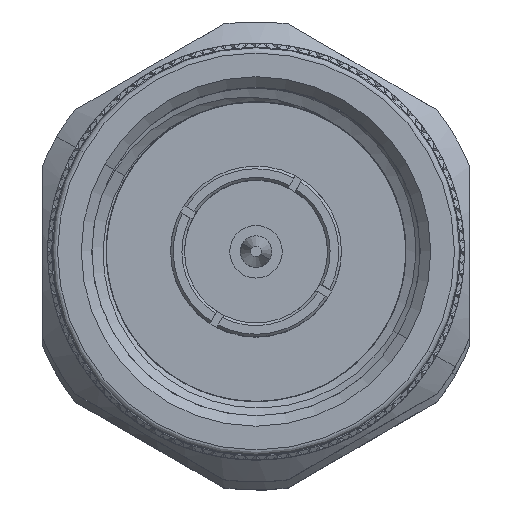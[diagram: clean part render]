
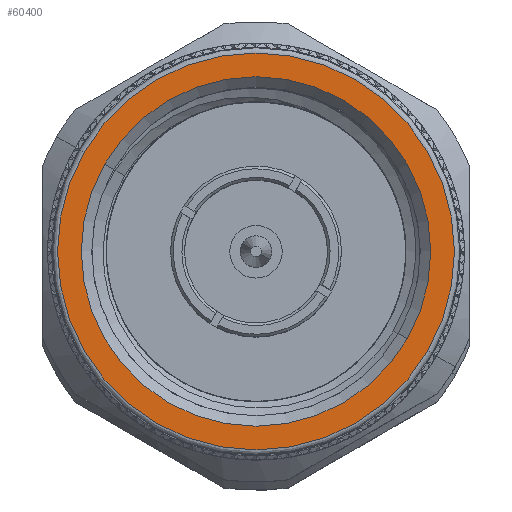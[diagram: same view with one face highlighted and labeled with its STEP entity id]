
A CAD part, top view. The second image highlights one B-rep face of the part: STEP entity #60400.
In plain terms, the highlighted face is planar.
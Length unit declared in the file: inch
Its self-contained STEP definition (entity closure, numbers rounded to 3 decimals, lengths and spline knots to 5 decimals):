
#949 = EDGE_CURVE ( 'NONE', #22564, #71940, #74885, .T. ) ;
#2057 = ORIENTED_EDGE ( 'NONE', *, *, #14481, .T. ) ;
#2885 = FACE_BOUND ( 'NONE', #10548, .T. ) ;
#9091 = DIRECTION ( 'NONE',  ( -1., 0., 0. ) ) ;
#9350 = ORIENTED_EDGE ( 'NONE', *, *, #25526, .T. ) ;
#10548 = EDGE_LOOP ( 'NONE', ( #9350, #2057 ) ) ;
#14481 = EDGE_CURVE ( 'NONE', #78125, #72373, #50590, .T. ) ;
#14545 = FACE_OUTER_BOUND ( 'NONE', #53758, .T. ) ;
#15469 = CARTESIAN_POINT ( 'NONE',  ( 0., 0., 0. ) ) ;
#17044 = CARTESIAN_POINT ( 'NONE',  ( 0., 0., 0.3776 ) ) ;
#17065 = AXIS2_PLACEMENT_3D ( 'NONE', #47211, #9091, #27593 ) ;
#21075 = DIRECTION ( 'NONE',  ( 1., 0., 0. ) ) ;
#22564 = VERTEX_POINT ( 'NONE', #46956 ) ;
#25526 = EDGE_CURVE ( 'NONE', #72373, #78125, #28827, .T. ) ;
#27593 = DIRECTION ( 'NONE',  ( 0., 0., -1. ) ) ;
#28827 = CIRCLE ( 'NONE', #44230, 0.3325 ) ;
#29469 = CARTESIAN_POINT ( 'NONE',  ( 0., 0., -0.3325 ) ) ;
#33047 = PLANE ( 'NONE',  #66815 ) ;
#34525 = DIRECTION ( 'NONE',  ( -1., 0., 0. ) ) ;
#36397 = ORIENTED_EDGE ( 'NONE', *, *, #949, .T. ) ;
#39852 = CARTESIAN_POINT ( 'NONE',  ( 0., 0., 0. ) ) ;
#40533 = CARTESIAN_POINT ( 'NONE',  ( 0., 0., 0. ) ) ;
#41192 = DIRECTION ( 'NONE',  ( 0., 0., -1. ) ) ;
#44230 = AXIS2_PLACEMENT_3D ( 'NONE', #52853, #71049, #41192 ) ;
#45851 = CIRCLE ( 'NONE', #56130, 0.3776 ) ;
#46956 = CARTESIAN_POINT ( 'NONE',  ( 0., 0., -0.3776 ) ) ;
#47211 = CARTESIAN_POINT ( 'NONE',  ( 0., 0., 0. ) ) ;
#50590 = CIRCLE ( 'NONE', #66107, 0.3325 ) ;
#52306 = DIRECTION ( 'NONE',  ( 1., 0., 0. ) ) ;
#52853 = CARTESIAN_POINT ( 'NONE',  ( 0., 0., 0. ) ) ;
#53758 = EDGE_LOOP ( 'NONE', ( #36397, #64757 ) ) ;
#56130 = AXIS2_PLACEMENT_3D ( 'NONE', #40533, #34525, #75599 ) ;
#57560 = DIRECTION ( 'NONE',  ( 0., 0., -1. ) ) ;
#60400 = ADVANCED_FACE ( 'NONE', ( #2885, #14545 ), #33047, .F. ) ;
#63442 = CARTESIAN_POINT ( 'NONE',  ( 0., 0., 0.3325 ) ) ;
#64757 = ORIENTED_EDGE ( 'NONE', *, *, #79500, .T. ) ;
#66107 = AXIS2_PLACEMENT_3D ( 'NONE', #15469, #21075, #71000 ) ;
#66815 = AXIS2_PLACEMENT_3D ( 'NONE', #39852, #52306, #57560 ) ;
#71000 = DIRECTION ( 'NONE',  ( 0., 0., -1. ) ) ;
#71049 = DIRECTION ( 'NONE',  ( 1., 0., 0. ) ) ;
#71940 = VERTEX_POINT ( 'NONE', #17044 ) ;
#72373 = VERTEX_POINT ( 'NONE', #63442 ) ;
#74885 = CIRCLE ( 'NONE', #17065, 0.3776 ) ;
#75599 = DIRECTION ( 'NONE',  ( 0., 0., -1. ) ) ;
#78125 = VERTEX_POINT ( 'NONE', #29469 ) ;
#79500 = EDGE_CURVE ( 'NONE', #71940, #22564, #45851, .T. ) ;
